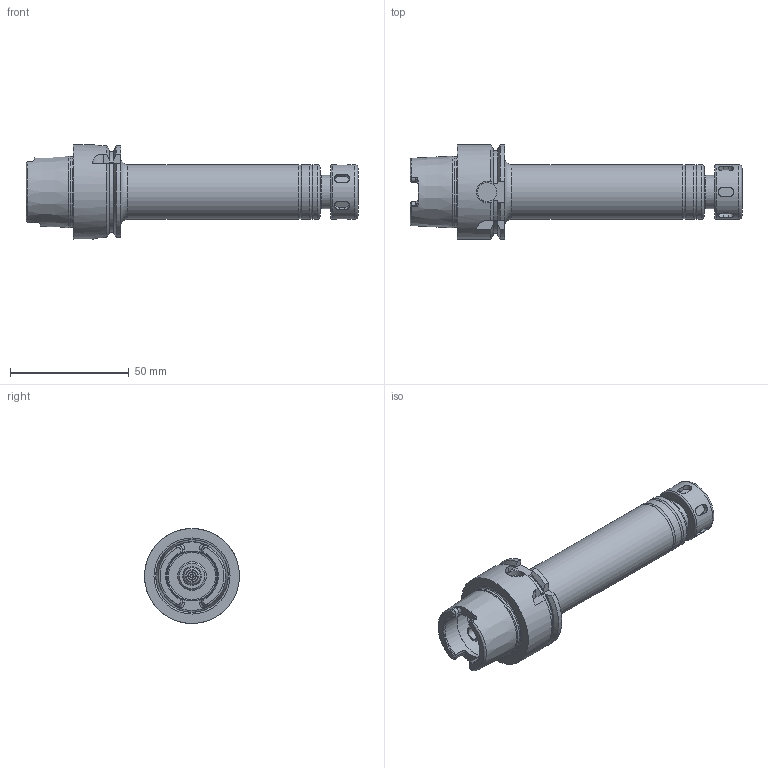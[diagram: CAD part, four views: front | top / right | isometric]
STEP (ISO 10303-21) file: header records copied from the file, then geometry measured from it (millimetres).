
FILE_DESCRIPTION((''),'2;1');
FILE_NAME('536013107120-3D.stp','2020-01-06T18:37:06',('nttooll'),(''),'Autodesk Inventor 2012','Autodesk Inventor 2012','');
FILE_SCHEMA(('AUTOMOTIVE_DESIGN { 1 0 10303 214 1 1 1 1 }'));
Length unit declared in the file: millimetre
Products named in the file (1): 536013107120-3D
Bounding box: 139.9 x 40 x 40 mm (x, y, z)
Volume: 60820.7 mm3; surface area: 21122.5 mm2
Topology: 1 solids, 1 shells, 208 faces, 466 edges, 290 vertices
Faces by surface type: plane 85, cylinder 66, cone 33, torus 24
Full cylindrical faces by diameter (mm): 1.7 x1, 3 x1, 3.5 x1, 5 x1, 5.103 x1, 5.745 x1, 6.5 x1, 7 x2, 7.3 x1, 7.5 x1, 8 x4, 8.5 x1, 8.79 x1, 9.7 x1, 12 x1, 12.1 x1, 14 x2, 17 x1, 21 x1, 21.8 x1, 23 x4, 25.5 x1, 29.8 x1, 40 x1
Entity records: 5741 total; most frequent: CARTESIAN_POINT 1348, DIRECTION 939, ORIENTED_EDGE 792, EDGE_CURVE 396, AXIS2_PLACEMENT_3D 390, EDGE_LOOP 303, VERTEX_POINT 285, FACE_OUTER_BOUND 208
